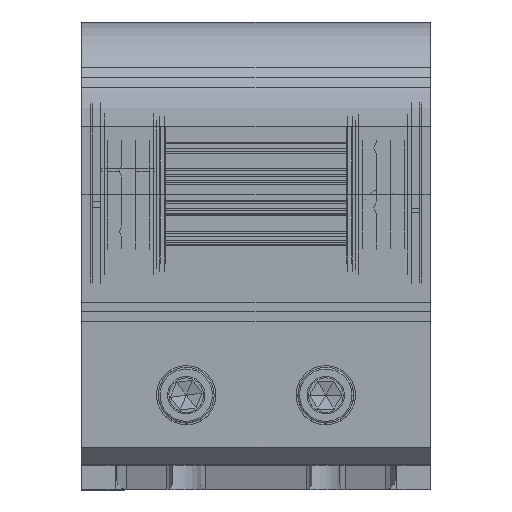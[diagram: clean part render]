
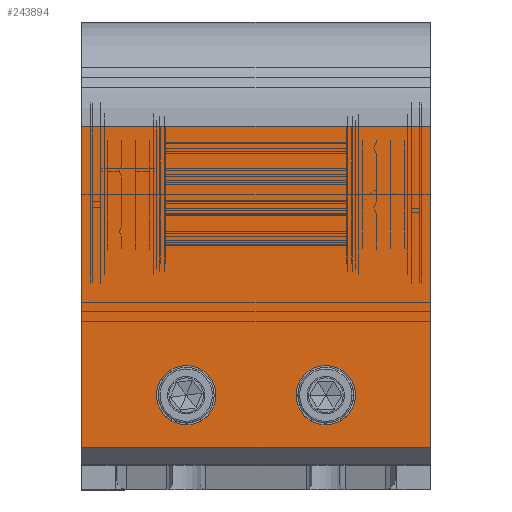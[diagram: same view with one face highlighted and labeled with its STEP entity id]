
A CAD part, top view. The second image highlights one B-rep face of the part: STEP entity #243894.
In plain terms, the highlighted planar face has unit normal (0, 0, 1).
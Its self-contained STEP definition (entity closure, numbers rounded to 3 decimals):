
#186 = CARTESIAN_POINT ( 'NONE',  ( 131.658, 218.108, 657.202 ) ) ;
#4649 = DIRECTION ( 'NONE',  ( 0., -1., 0. ) ) ;
#5271 = DIRECTION ( 'NONE',  ( 0., -1., 0. ) ) ;
#11294 = EDGE_CURVE ( 'NONE', #96025, #173060, #217844, .T. ) ;
#15773 = CARTESIAN_POINT ( 'NONE',  ( 201.658, 203.108, 657.202 ) ) ;
#22366 = AXIS2_PLACEMENT_3D ( 'NONE', #245236, #32160, #185465 ) ;
#22652 = DIRECTION ( 'NONE',  ( 0., 1., 0. ) ) ;
#24771 = CARTESIAN_POINT ( 'NONE',  ( 171.658, 218.108, 657.202 ) ) ;
#32160 = DIRECTION ( 'NONE',  ( 0., 0., 1. ) ) ;
#32217 = ORIENTED_EDGE ( 'NONE', *, *, #143516, .F. ) ;
#33586 = VECTOR ( 'NONE', #206966, 1000. ) ;
#42218 = AXIS2_PLACEMENT_3D ( 'NONE', #186, #138857, #349947 ) ;
#45507 = VECTOR ( 'NONE', #4649, 1000. ) ;
#48131 = DIRECTION ( 'NONE',  ( 0., 0., 1. ) ) ;
#49298 = DIRECTION ( 'NONE',  ( 0., 0., -1. ) ) ;
#54988 = CARTESIAN_POINT ( 'NONE',  ( 163.158, 218.108, 657.202 ) ) ;
#59958 = ORIENTED_EDGE ( 'NONE', *, *, #331032, .F. ) ;
#64091 = EDGE_CURVE ( 'NONE', #76514, #290517, #221232, .T. ) ;
#72880 = DIRECTION ( 'NONE',  ( 0., 0., 1. ) ) ;
#73777 = LINE ( 'NONE', #152054, #33586 ) ;
#76514 = VERTEX_POINT ( 'NONE', #98633 ) ;
#78945 = VECTOR ( 'NONE', #304730, 1000. ) ;
#81753 = LINE ( 'NONE', #113798, #234951 ) ;
#88219 = LINE ( 'NONE', #223034, #78945 ) ;
#96025 = VERTEX_POINT ( 'NONE', #130625 ) ;
#98633 = CARTESIAN_POINT ( 'NONE',  ( 101.658, 295.108, 657.202 ) ) ;
#102123 = EDGE_CURVE ( 'NONE', #315012, #221536, #81753, .T. ) ;
#113798 = CARTESIAN_POINT ( 'NONE',  ( 201.658, 203.108, 657.202 ) ) ;
#124546 = CIRCLE ( 'NONE', #198065, 8.5 ) ;
#125866 = FACE_OUTER_BOUND ( 'NONE', #135400, .T. ) ;
#129382 = PLANE ( 'NONE',  #179205 ) ;
#129956 = DIRECTION ( 'NONE',  ( 1., 0., 0. ) ) ;
#130625 = CARTESIAN_POINT ( 'NONE',  ( 140.158, 218.108, 657.202 ) ) ;
#135400 = EDGE_LOOP ( 'NONE', ( #226648, #32217, #342278, #136820 ) ) ;
#136238 = CARTESIAN_POINT ( 'NONE',  ( 101.658, 203.108, 657.202 ) ) ;
#136820 = ORIENTED_EDGE ( 'NONE', *, *, #138183, .T. ) ;
#138183 = EDGE_CURVE ( 'NONE', #315012, #76514, #88219, .T. ) ;
#138857 = DIRECTION ( 'NONE',  ( 0., 0., 1. ) ) ;
#143516 = EDGE_CURVE ( 'NONE', #221536, #290517, #73777, .T. ) ;
#146761 = CIRCLE ( 'NONE', #288551, 8.5 ) ;
#152054 = CARTESIAN_POINT ( 'NONE',  ( 201.658, 203.108, 657.202 ) ) ;
#163749 = CARTESIAN_POINT ( 'NONE',  ( 101.658, 203.108, 657.202 ) ) ;
#167535 = EDGE_CURVE ( 'NONE', #182841, #313686, #124546, .T. ) ;
#173060 = VERTEX_POINT ( 'NONE', #210510 ) ;
#179205 = AXIS2_PLACEMENT_3D ( 'NONE', #262299, #49298, #22652 ) ;
#181319 = CIRCLE ( 'NONE', #22366, 8.5 ) ;
#182841 = VERTEX_POINT ( 'NONE', #54988 ) ;
#185465 = DIRECTION ( 'NONE',  ( 1., 0., 0. ) ) ;
#186406 = DIRECTION ( 'NONE',  ( 1., 0., 0. ) ) ;
#198065 = AXIS2_PLACEMENT_3D ( 'NONE', #24771, #72880, #186406 ) ;
#202795 = ORIENTED_EDGE ( 'NONE', *, *, #167535, .F. ) ;
#206966 = DIRECTION ( 'NONE',  ( -1., 0., 0. ) ) ;
#210510 = CARTESIAN_POINT ( 'NONE',  ( 123.158, 218.108, 657.202 ) ) ;
#217844 = CIRCLE ( 'NONE', #42218, 8.5 ) ;
#221232 = LINE ( 'NONE', #136238, #45507 ) ;
#221536 = VERTEX_POINT ( 'NONE', #15773 ) ;
#223034 = CARTESIAN_POINT ( 'NONE',  ( 201.658, 295.108, 657.202 ) ) ;
#226049 = CARTESIAN_POINT ( 'NONE',  ( 180.158, 218.108, 657.202 ) ) ;
#226648 = ORIENTED_EDGE ( 'NONE', *, *, #64091, .T. ) ;
#234951 = VECTOR ( 'NONE', #5271, 1000. ) ;
#236367 = CARTESIAN_POINT ( 'NONE',  ( 171.658, 218.108, 657.202 ) ) ;
#237494 = FACE_BOUND ( 'NONE', #239710, .T. ) ;
#239710 = EDGE_LOOP ( 'NONE', ( #259572, #202795 ) ) ;
#243894 = ADVANCED_FACE ( 'NONE', ( #292548, #237494, #125866 ), #129382, .F. ) ;
#245236 = CARTESIAN_POINT ( 'NONE',  ( 131.658, 218.108, 657.202 ) ) ;
#255326 = ORIENTED_EDGE ( 'NONE', *, *, #11294, .F. ) ;
#259572 = ORIENTED_EDGE ( 'NONE', *, *, #288571, .F. ) ;
#262299 = CARTESIAN_POINT ( 'NONE',  ( 201.658, 203.108, 657.202 ) ) ;
#275825 = CARTESIAN_POINT ( 'NONE',  ( 201.658, 295.108, 657.202 ) ) ;
#288551 = AXIS2_PLACEMENT_3D ( 'NONE', #236367, #48131, #129956 ) ;
#288571 = EDGE_CURVE ( 'NONE', #313686, #182841, #146761, .T. ) ;
#290517 = VERTEX_POINT ( 'NONE', #163749 ) ;
#292548 = FACE_BOUND ( 'NONE', #297065, .T. ) ;
#297065 = EDGE_LOOP ( 'NONE', ( #255326, #59958 ) ) ;
#304730 = DIRECTION ( 'NONE',  ( -1., 0., 0. ) ) ;
#313686 = VERTEX_POINT ( 'NONE', #226049 ) ;
#315012 = VERTEX_POINT ( 'NONE', #275825 ) ;
#331032 = EDGE_CURVE ( 'NONE', #173060, #96025, #181319, .T. ) ;
#342278 = ORIENTED_EDGE ( 'NONE', *, *, #102123, .F. ) ;
#349947 = DIRECTION ( 'NONE',  ( 1., 0., 0. ) ) ;
